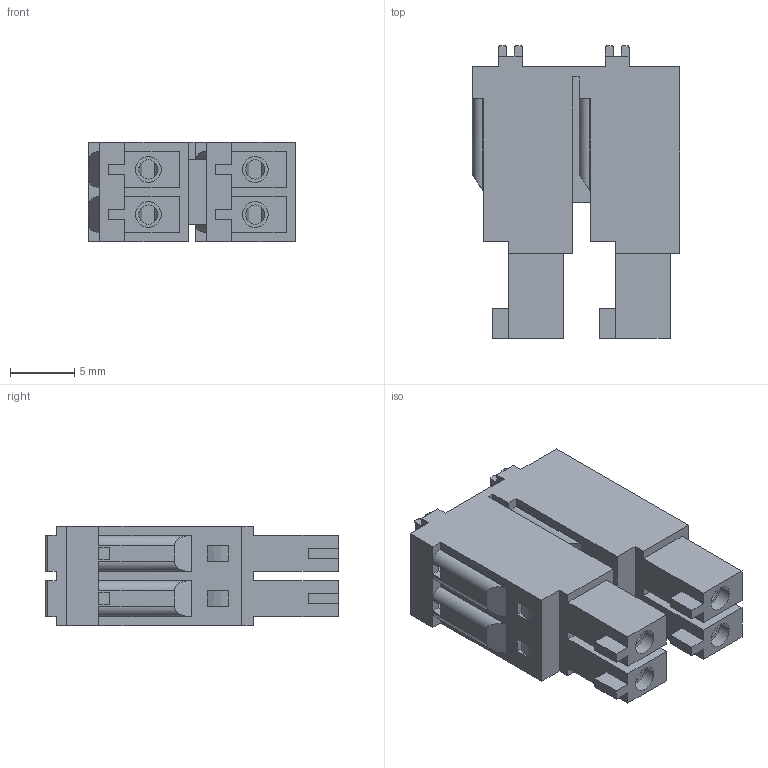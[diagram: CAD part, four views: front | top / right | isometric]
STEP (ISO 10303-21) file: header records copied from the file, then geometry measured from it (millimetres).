
FILE_DESCRIPTION((''),'2;1');
FILE_NAME('_400','2023-06-10T15:42:13',('20191118'),(''),'CREO PARAMETRIC BY PTC INC, 2021023','CREO PARAMETRIC BY PTC INC, 2021023','');
FILE_SCHEMA(('AUTOMOTIVE_DESIGN { 1 0 10303 214 1 1 1 1 }'));
Length unit declared in the file: millimetre
Products named in the file (1): _400
Bounding box: 16.12 x 22.73 x 7.7 mm (x, y, z)
Volume: 1643.1 mm3; surface area: 2304.6 mm2
Topology: 1 solids, 2 shells, 372 faces, 987 edges, 646 vertices
Faces by surface type: plane 288, cylinder 84
Entity records: 15127 total; most frequent: CARTESIAN_POINT 2766, ORIENTED_EDGE 1974, DIRECTION 1817, PRESENTATION_STYLE_ASSIGNMENT 993, STYLED_ITEM 989, CURVE_STYLE 987, EDGE_CURVE 987, VECTOR 801
